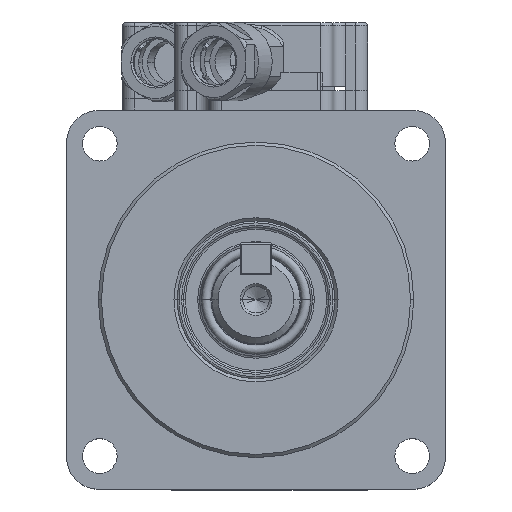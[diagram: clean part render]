
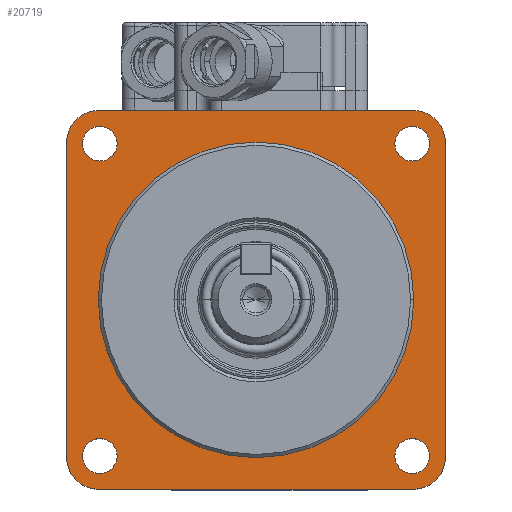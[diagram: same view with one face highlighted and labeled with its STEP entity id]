
A CAD part, top view. The second image highlights one B-rep face of the part: STEP entity #20719.
In plain terms, the highlighted planar face has unit normal (0, 0, 1).
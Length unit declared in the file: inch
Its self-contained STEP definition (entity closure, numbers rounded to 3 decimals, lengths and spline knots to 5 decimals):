
#19470=DIRECTION('',(-1.,0.,0.));
#19471=VECTOR('',#19470,1.9685);
#19472=CARTESIAN_POINT('',(0.98425,1.1811,0.));
#19473=LINE('',#19472,#19471);
#19490=DIRECTION('',(0.,1.,0.));
#19491=VECTOR('',#19490,1.9685);
#19492=CARTESIAN_POINT('',(1.1811,-0.98425,0.));
#19493=LINE('',#19492,#19491);
#19672=DIRECTION('',(1.,0.,0.));
#19673=VECTOR('',#19672,1.9685);
#19674=CARTESIAN_POINT('',(-0.98425,-1.1811,0.));
#19675=LINE('',#19674,#19673);
#19746=DIRECTION('',(0.,-1.,0.));
#19747=VECTOR('',#19746,1.9685);
#19748=CARTESIAN_POINT('',(-1.1811,0.98425,0.));
#19749=LINE('',#19748,#19747);
#19792=CARTESIAN_POINT('',(-0.98425,0.98425,0.));
#19793=DIRECTION('',(0.,0.,-1.));
#19794=DIRECTION('',(-1.,0.,0.));
#19795=AXIS2_PLACEMENT_3D('',#19792,#19793,#19794);
#19797=CARTESIAN_POINT('',(0.98425,0.98425,0.));
#19798=DIRECTION('',(0.,0.,-1.));
#19799=DIRECTION('',(0.,1.,0.));
#19800=AXIS2_PLACEMENT_3D('',#19797,#19798,#19799);
#19802=CARTESIAN_POINT('',(0.98425,-0.98425,0.));
#19803=DIRECTION('',(0.,0.,-1.));
#19804=DIRECTION('',(1.,0.,0.));
#19805=AXIS2_PLACEMENT_3D('',#19802,#19803,#19804);
#19807=CARTESIAN_POINT('',(-0.98425,-0.98425,0.));
#19808=DIRECTION('',(0.,0.,-1.));
#19809=DIRECTION('',(0.,-1.,0.));
#19810=AXIS2_PLACEMENT_3D('',#19807,#19808,#19809);
#19812=CARTESIAN_POINT('',(0.,0.,0.));
#19813=DIRECTION('',(0.,0.,1.));
#19814=DIRECTION('',(-1.,0.,0.));
#19815=AXIS2_PLACEMENT_3D('',#19812,#19813,#19814);
#19817=CARTESIAN_POINT('',(0.,0.,0.));
#19818=DIRECTION('',(0.,0.,1.));
#19819=DIRECTION('',(1.,0.,0.));
#19820=AXIS2_PLACEMENT_3D('',#19817,#19818,#19819);
#19822=CARTESIAN_POINT('',(0.97436,0.97436,0.));
#19823=DIRECTION('',(0.,0.,1.));
#19824=DIRECTION('',(1.,0.,0.));
#19825=AXIS2_PLACEMENT_3D('',#19822,#19823,#19824);
#19827=CARTESIAN_POINT('',(0.97436,0.97436,0.));
#19828=DIRECTION('',(0.,0.,1.));
#19829=DIRECTION('',(-1.,0.,0.));
#19830=AXIS2_PLACEMENT_3D('',#19827,#19828,#19829);
#19832=CARTESIAN_POINT('',(0.97436,-0.97436,0.));
#19833=DIRECTION('',(0.,0.,1.));
#19834=DIRECTION('',(1.,0.,0.));
#19835=AXIS2_PLACEMENT_3D('',#19832,#19833,#19834);
#19837=CARTESIAN_POINT('',(0.97436,-0.97436,0.));
#19838=DIRECTION('',(0.,0.,1.));
#19839=DIRECTION('',(-1.,0.,0.));
#19840=AXIS2_PLACEMENT_3D('',#19837,#19838,#19839);
#19842=CARTESIAN_POINT('',(-0.97436,-0.97436,0.));
#19843=DIRECTION('',(0.,0.,1.));
#19844=DIRECTION('',(1.,0.,0.));
#19845=AXIS2_PLACEMENT_3D('',#19842,#19843,#19844);
#19847=CARTESIAN_POINT('',(-0.97436,-0.97436,0.));
#19848=DIRECTION('',(0.,0.,1.));
#19849=DIRECTION('',(-1.,0.,0.));
#19850=AXIS2_PLACEMENT_3D('',#19847,#19848,#19849);
#19852=CARTESIAN_POINT('',(-0.97436,0.97436,0.));
#19853=DIRECTION('',(0.,0.,1.));
#19854=DIRECTION('',(1.,0.,0.));
#19855=AXIS2_PLACEMENT_3D('',#19852,#19853,#19854);
#19857=CARTESIAN_POINT('',(-0.97436,0.97436,0.));
#19858=DIRECTION('',(0.,0.,1.));
#19859=DIRECTION('',(-1.,0.,0.));
#19860=AXIS2_PLACEMENT_3D('',#19857,#19858,#19859);
#20049=CARTESIAN_POINT('',(0.86609,0.97436,0.));
#20051=VERTEX_POINT('',#20049);
#20052=CARTESIAN_POINT('',(1.08263,0.97436,0.));
#20053=VERTEX_POINT('',#20052);
#20072=CARTESIAN_POINT('',(0.98425,1.1811,0.));
#20073=VERTEX_POINT('',#20072);
#20074=CARTESIAN_POINT('',(-0.98425,1.1811,0.));
#20075=VERTEX_POINT('',#20074);
#20084=CARTESIAN_POINT('',(1.1811,0.98425,0.));
#20085=VERTEX_POINT('',#20084);
#20090=CARTESIAN_POINT('',(1.1811,-0.98425,0.));
#20091=VERTEX_POINT('',#20090);
#20156=CARTESIAN_POINT('',(-0.98425,-1.1811,0.));
#20157=VERTEX_POINT('',#20156);
#20158=CARTESIAN_POINT('',(0.98425,-1.1811,0.));
#20159=VERTEX_POINT('',#20158);
#20180=CARTESIAN_POINT('',(-1.1811,0.98425,0.));
#20181=VERTEX_POINT('',#20180);
#20182=CARTESIAN_POINT('',(-1.1811,-0.98425,0.));
#20183=VERTEX_POINT('',#20182);
#20196=CARTESIAN_POINT('',(-0.98425,0.,0.));
#20197=CARTESIAN_POINT('',(0.98425,0.,0.));
#20198=VERTEX_POINT('',#20196);
#20199=VERTEX_POINT('',#20197);
#20200=CARTESIAN_POINT('',(1.08263,-0.97436,0.));
#20201=CARTESIAN_POINT('',(0.86609,-0.97436,0.));
#20202=VERTEX_POINT('',#20200);
#20203=VERTEX_POINT('',#20201);
#20204=CARTESIAN_POINT('',(-0.86609,-0.97436,0.));
#20205=CARTESIAN_POINT('',(-1.08263,-0.97436,0.));
#20206=VERTEX_POINT('',#20204);
#20207=VERTEX_POINT('',#20205);
#20208=CARTESIAN_POINT('',(-0.86609,0.97436,0.));
#20209=CARTESIAN_POINT('',(-1.08263,0.97436,0.));
#20210=VERTEX_POINT('',#20208);
#20211=VERTEX_POINT('',#20209);
#20674=CARTESIAN_POINT('',(-0.98425,0.98425,0.));
#20675=DIRECTION('',(0.,0.,1.));
#20676=DIRECTION('',(1.,0.,0.));
#20677=AXIS2_PLACEMENT_3D('',#20674,#20675,#20676);
#20678=PLANE('',#20677);
#20679=ORIENTED_EDGE('',*,*,#20668,.T.);
#20680=ORIENTED_EDGE('',*,*,#20298,.F.);
#20681=ORIENTED_EDGE('',*,*,#20321,.T.);
#20682=ORIENTED_EDGE('',*,*,#20336,.F.);
#20684=ORIENTED_EDGE('',*,*,#20683,.T.);
#20685=ORIENTED_EDGE('',*,*,#20509,.F.);
#20687=ORIENTED_EDGE('',*,*,#20686,.T.);
#20688=ORIENTED_EDGE('',*,*,#20621,.F.);
#20689=EDGE_LOOP('',(#20679,#20680,#20681,#20682,#20684,#20685,#20687,#20688));
#20690=FACE_OUTER_BOUND('',#20689,.F.);
#20692=ORIENTED_EDGE('',*,*,#20691,.T.);
#20694=ORIENTED_EDGE('',*,*,#20693,.T.);
#20695=EDGE_LOOP('',(#20692,#20694));
#20696=FACE_BOUND('',#20695,.F.);
#20697=ORIENTED_EDGE('',*,*,#20239,.T.);
#20698=ORIENTED_EDGE('',*,*,#20256,.T.);
#20699=EDGE_LOOP('',(#20697,#20698));
#20700=FACE_BOUND('',#20699,.F.);
#20702=ORIENTED_EDGE('',*,*,#20701,.T.);
#20704=ORIENTED_EDGE('',*,*,#20703,.T.);
#20705=EDGE_LOOP('',(#20702,#20704));
#20706=FACE_BOUND('',#20705,.F.);
#20708=ORIENTED_EDGE('',*,*,#20707,.T.);
#20710=ORIENTED_EDGE('',*,*,#20709,.T.);
#20711=EDGE_LOOP('',(#20708,#20710));
#20712=FACE_BOUND('',#20711,.F.);
#20714=ORIENTED_EDGE('',*,*,#20713,.T.);
#20716=ORIENTED_EDGE('',*,*,#20715,.T.);
#20717=EDGE_LOOP('',(#20714,#20716));
#20718=FACE_BOUND('',#20717,.F.);
#20719=ADVANCED_FACE('',(#20690,#20696,#20700,#20706,#20712,#20718),#20678,.T.);
#19796=CIRCLE('',#19795,0.19685);
#19801=CIRCLE('',#19800,0.19685);
#19806=CIRCLE('',#19805,0.19685);
#19811=CIRCLE('',#19810,0.19685);
#19816=CIRCLE('',#19815,0.98425);
#19821=CIRCLE('',#19820,0.98425);
#19826=CIRCLE('',#19825,0.10827);
#19831=CIRCLE('',#19830,0.10827);
#19836=CIRCLE('',#19835,0.10827);
#19841=CIRCLE('',#19840,0.10827);
#19846=CIRCLE('',#19845,0.10827);
#19851=CIRCLE('',#19850,0.10827);
#19856=CIRCLE('',#19855,0.10827);
#19861=CIRCLE('',#19860,0.10827);
#20239=EDGE_CURVE('',#20053,#20051,#19826,.T.);
#20256=EDGE_CURVE('',#20051,#20053,#19831,.T.);
#20298=EDGE_CURVE('',#20073,#20075,#19473,.T.);
#20321=EDGE_CURVE('',#20073,#20085,#19801,.T.);
#20336=EDGE_CURVE('',#20091,#20085,#19493,.T.);
#20509=EDGE_CURVE('',#20157,#20159,#19675,.T.);
#20621=EDGE_CURVE('',#20181,#20183,#19749,.T.);
#20668=EDGE_CURVE('',#20181,#20075,#19796,.T.);
#20683=EDGE_CURVE('',#20091,#20159,#19806,.T.);
#20686=EDGE_CURVE('',#20157,#20183,#19811,.T.);
#20691=EDGE_CURVE('',#20198,#20199,#19816,.T.);
#20693=EDGE_CURVE('',#20199,#20198,#19821,.T.);
#20701=EDGE_CURVE('',#20202,#20203,#19836,.T.);
#20703=EDGE_CURVE('',#20203,#20202,#19841,.T.);
#20707=EDGE_CURVE('',#20206,#20207,#19846,.T.);
#20709=EDGE_CURVE('',#20207,#20206,#19851,.T.);
#20713=EDGE_CURVE('',#20210,#20211,#19856,.T.);
#20715=EDGE_CURVE('',#20211,#20210,#19861,.T.);
